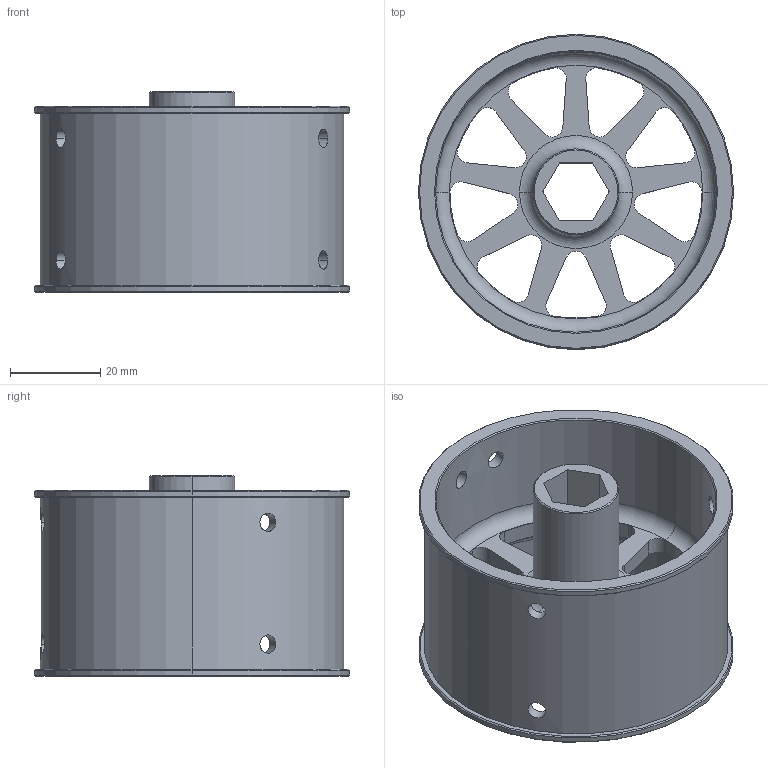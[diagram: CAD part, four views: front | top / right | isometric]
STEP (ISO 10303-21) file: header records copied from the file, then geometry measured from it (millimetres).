
FILE_DESCRIPTION (( 'STEP AP203' ), '1' );
FILE_NAME ('WCP-0074 Rev1.STEP', '2019-12-13T08:57:28', ( '' ), ( '' ), 'SwSTEP 2.0', 'SolidWorks 2018', '' );
FILE_SCHEMA (( 'CONFIG_CONTROL_DESIGN' ));
Length unit declared in the file: inch
Products named in the file (1): WCP-0074 Rev1
Bounding box: 69.85 x 69.85 x 44.45 mm (x, y, z)
Volume: 33169.2 mm3; surface area: 25489.3 mm2
Topology: 1 solids, 1 shells, 124 faces, 331 edges, 214 vertices
Faces by surface type: cylinder 73, plane 31, cone 14, torus 6
Entity records: 4878 total; most frequent: CARTESIAN_POINT 1566, DIRECTION 689, ORIENTED_EDGE 662, EDGE_CURVE 331, AXIS2_PLACEMENT_3D 265, VERTEX_POINT 214, EDGE_LOOP 165, LINE 159
